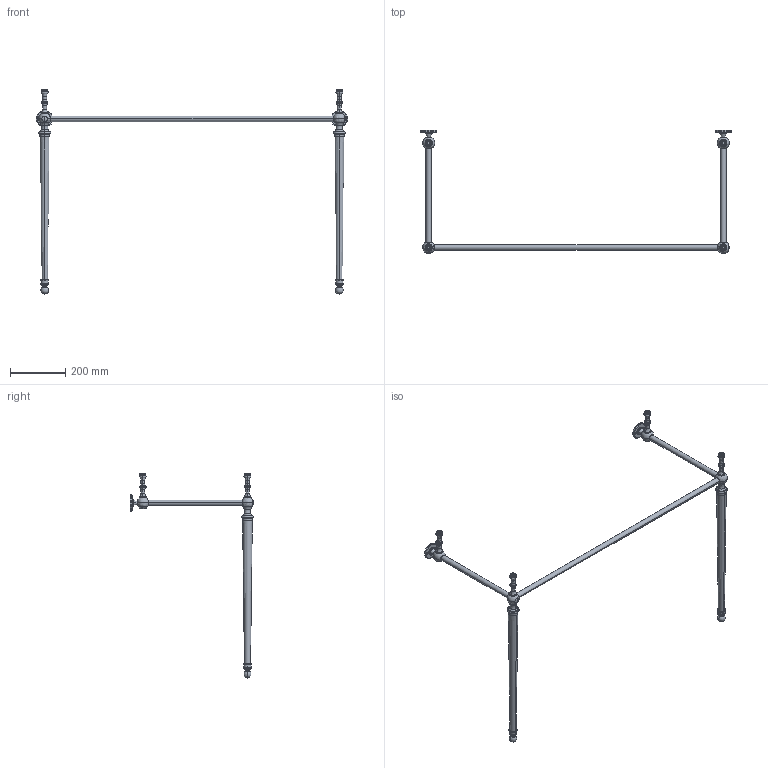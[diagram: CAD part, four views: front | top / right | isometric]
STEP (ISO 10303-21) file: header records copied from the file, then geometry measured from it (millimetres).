
FILE_DESCRIPTION((''),'2;1');
FILE_NAME('5003420_ASM','2020-11-28T21:47:31',('25393'),(''),'CREO PARAMETRIC BY PTC INC, 2018020','CREO PARAMETRIC BY PTC INC, 2018020','');
FILE_SCHEMA(('CONFIG_CONTROL_DESIGN'));
Length unit declared in the file: millimetre
Products named in the file (15): 5001020-132; 5003020-093_AF0; 5003420-091_ASM; 5001020-133; 5001120-072; 5001120-071_ASM; 5003420-092_AF0; 5003420-093_ASM; 5001020-035; 5001020-XJTP; 5001020-022; 5001020-012; 5001020-023; ZG-4_2X38-YDY; 5003420_ASM
Assembly tree (30 placements, depth 3):
  5003420_ASM
    5001020-132  x2
    5003420-091_ASM  x2
      5003020-093_AF0
    5001020-133  x2
    5001120-071_ASM  x2
      5001120-072
    5003420-093_ASM
      5003420-092_AF0
    5001020-035  x4
    5001020-XJTP  x4
    5001020-022  x2
    5001020-012  x2
    5001020-023  x2
    ZG-4_2X38-YDY  x4
Bounding box: 1131.14 x 447.31 x 741.88 mm (x, y, z)
Volume: 1651907.7 mm3; surface area: 297528.1 mm2
Topology: 27 solids, 27 shells, 444 faces, 1108 edges, 714 vertices
Faces by surface type: cylinder 114, torus 96, plane 74, cone 64, revolution 48, sphere 32, bspline 16
Entity records: 7044 total; most frequent: CARTESIAN_POINT 2027, DIRECTION 1054, ORIENTED_EDGE 958, EDGE_CURVE 479, AXIS2_PLACEMENT_3D 476, VERTEX_POINT 317, CIRCLE 269, EDGE_LOOP 206
